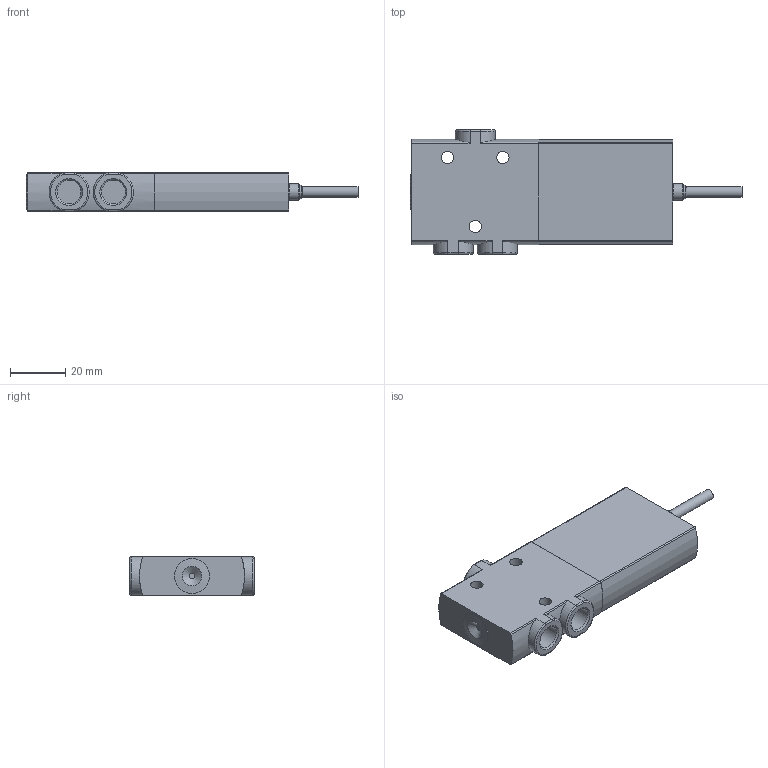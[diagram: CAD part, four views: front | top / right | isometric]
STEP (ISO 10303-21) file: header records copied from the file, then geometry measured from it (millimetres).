
FILE_DESCRIPTION(/* description */ ('STEP AP214'),/* implementation_level */ '2;1');
FILE_NAME(/* name */ '525169_MHE3-MS1H-3_2O-1_8-K',/* time_stamp */ '2024-09-05T14:19:32+02:00',/* author */ ('License CC BY-ND 4.0'),/* organization */ ('CADENAS'),/* preprocessor_version */ 'ST-DEVELOPER v19.3',/* originating_system */ 'PARTsolutions',/* authorisation */ ' ');
FILE_SCHEMA (('AUTOMOTIVE_DESIGN {1 0 10303 214 3 1 1}'));
Length unit declared in the file: millimetre
Products named in the file (1): 525169 MHE3-MS1H-3/2O-1/8-K
Bounding box: 120.09 x 45 x 14 mm (x, y, z)
Volume: 48943.8 mm3; surface area: 12425.2 mm2
Topology: 1 solids, 1 shells, 73 faces, 173 edges, 109 vertices
Faces by surface type: cylinder 43, plane 16, torus 9, cone 5
Full cylindrical faces by diameter (mm): 3.9 x1, 4.5 x3, 5 x1, 6 x1, 8.566 x3, 12.6 x1
Entity records: 2613 total; most frequent: CARTESIAN_POINT 468, DIRECTION 334, ORIENTED_EDGE 306, EDGE_CURVE 153, AXIS2_PLACEMENT_3D 137, VERTEX_POINT 107, EDGE_LOOP 104, FACE_BOUND 104
